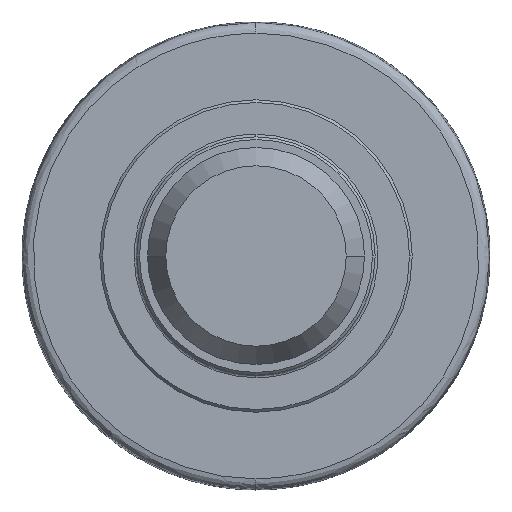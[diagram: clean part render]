
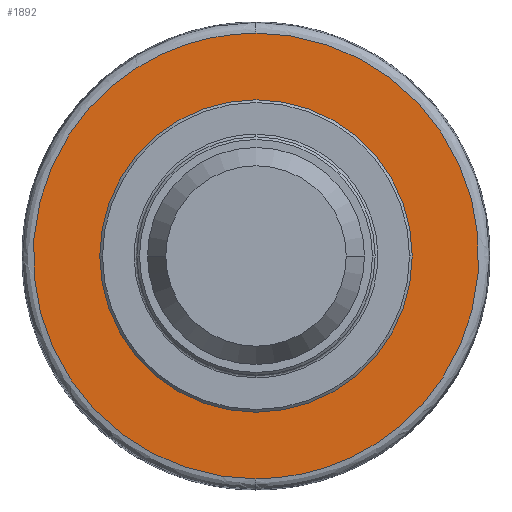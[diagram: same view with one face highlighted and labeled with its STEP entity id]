
A CAD part, left-side view. The second image highlights one B-rep face of the part: STEP entity #1892.
In plain terms, the highlighted planar face has unit normal (-1, 0, 0).
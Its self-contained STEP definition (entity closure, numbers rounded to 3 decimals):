
#154 = CARTESIAN_POINT ( 'NONE',  ( 23.7, 38.27, 0. ) ) ;
#160 = PLANE ( 'NONE',  #2978 ) ;
#161 = DIRECTION ( 'NONE',  ( -1., 0., 0. ) ) ;
#162 = DIRECTION ( 'NONE',  ( 0., 0., 1. ) ) ;
#262 = EDGE_CURVE ( 'NONE', #844, #856, #1535, .T. ) ;
#307 = EDGE_CURVE ( 'NONE', #869, #888, #734, .T. ) ;
#479 = EDGE_LOOP ( 'NONE', ( #681, #682 ) ) ;
#487 = EDGE_LOOP ( 'NONE', ( #683, #684 ) ) ;
#681 = ORIENTED_EDGE ( 'NONE', *, *, #1646, .T. ) ;
#682 = ORIENTED_EDGE ( 'NONE', *, *, #307, .T. ) ;
#683 = ORIENTED_EDGE ( 'NONE', *, *, #262, .F. ) ;
#684 = ORIENTED_EDGE ( 'NONE', *, *, #1625, .F. ) ;
#734 = CIRCLE ( 'NONE', #1781, 27.65 ) ;
#844 = VERTEX_POINT ( 'NONE', #1237 ) ;
#856 = VERTEX_POINT ( 'NONE', #1249 ) ;
#869 = VERTEX_POINT ( 'NONE', #1262 ) ;
#888 = VERTEX_POINT ( 'NONE', #1281 ) ;
#1171 = CARTESIAN_POINT ( 'NONE',  ( 23.7, 0., -42.079 ) ) ;
#1207 = CARTESIAN_POINT ( 'NONE',  ( 23.7, 84.158, -42.079 ) ) ;
#1208 = CARTESIAN_POINT ( 'NONE',  ( 23.7, 84.158, 42.079 ) ) ;
#1209 = CARTESIAN_POINT ( 'NONE',  ( 23.7, 0., 42.079 ) ) ;
#1218 = CARTESIAN_POINT ( 'NONE',  ( 23.7, 0., 0. ) ) ;
#1220 = DIRECTION ( 'NONE',  ( 1., 0., 0. ) ) ;
#1221 = DIRECTION ( 'NONE',  ( 0., 1., 0. ) ) ;
#1237 = CARTESIAN_POINT ( 'NONE',  ( 23.7, 0., -42.079 ) ) ;
#1249 = CARTESIAN_POINT ( 'NONE',  ( 23.7, 0., 42.079 ) ) ;
#1262 = CARTESIAN_POINT ( 'NONE',  ( 23.7, -27.65, 0. ) ) ;
#1281 = CARTESIAN_POINT ( 'NONE',  ( 23.7, 27.65, 0. ) ) ;
#1535 =( BOUNDED_CURVE ( )  B_SPLINE_CURVE ( 3, ( #1171, #1207, #1208, #1209 ),
 .UNSPECIFIED., .F., .F. ) 
 B_SPLINE_CURVE_WITH_KNOTS ( ( 4, 4 ),
 ( 0.786, 1.286 ),
 .UNSPECIFIED. ) 
 CURVE ( )  GEOMETRIC_REPRESENTATION_ITEM ( )  RATIONAL_B_SPLINE_CURVE ( ( 1., 0.333, 0.333, 1. ) ) 
 REPRESENTATION_ITEM ( '' )  );
#1548 =( BOUNDED_CURVE ( )  B_SPLINE_CURVE ( 3, ( #2214, #2218, #2219, #2220 ),
 .UNSPECIFIED., .F., .T. ) 
 B_SPLINE_CURVE_WITH_KNOTS ( ( 4, 4 ),
 ( 0.286, 0.786 ),
 .UNSPECIFIED. ) 
 CURVE ( )  GEOMETRIC_REPRESENTATION_ITEM ( )  RATIONAL_B_SPLINE_CURVE ( ( 1., 0.333, 0.333, 1. ) ) 
 REPRESENTATION_ITEM ( '' )  );
#1625 = EDGE_CURVE ( 'NONE', #856, #844, #1548, .T. ) ;
#1646 = EDGE_CURVE ( 'NONE', #888, #869, #2702, .T. ) ;
#1781 = AXIS2_PLACEMENT_3D ( 'NONE', #1218, #1220, #1221 ) ;
#1892 = ADVANCED_FACE ( 'NONE', ( #2866, #2854 ), #160, .T. ) ;
#2214 = CARTESIAN_POINT ( 'NONE',  ( 23.7, 0., 42.079 ) ) ;
#2218 = CARTESIAN_POINT ( 'NONE',  ( 23.7, -84.158, 42.079 ) ) ;
#2219 = CARTESIAN_POINT ( 'NONE',  ( 23.7, -84.158, -42.079 ) ) ;
#2220 = CARTESIAN_POINT ( 'NONE',  ( 23.7, 0., -42.079 ) ) ;
#2385 = CARTESIAN_POINT ( 'NONE',  ( 23.7, 0., 0. ) ) ;
#2387 = DIRECTION ( 'NONE',  ( 1., 0., 0. ) ) ;
#2388 = DIRECTION ( 'NONE',  ( 0., 1., 0. ) ) ;
#2702 = CIRCLE ( 'NONE', #2914, 27.65 ) ;
#2854 = FACE_OUTER_BOUND ( 'NONE', #487, .T. ) ;
#2866 = FACE_BOUND ( 'NONE', #479, .T. ) ;
#2914 = AXIS2_PLACEMENT_3D ( 'NONE', #2385, #2387, #2388 ) ;
#2978 = AXIS2_PLACEMENT_3D ( 'NONE', #154, #161, #162 ) ;
